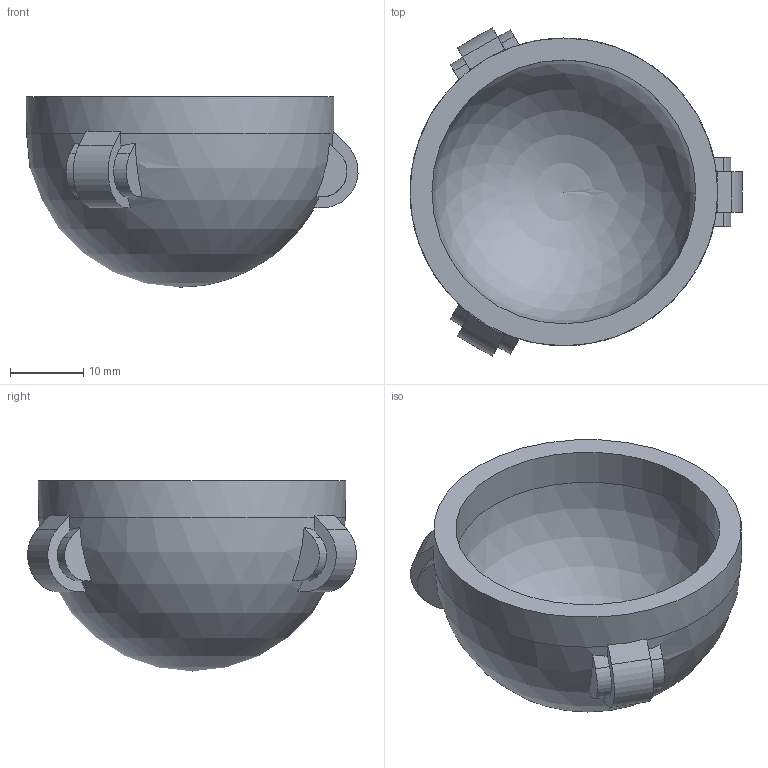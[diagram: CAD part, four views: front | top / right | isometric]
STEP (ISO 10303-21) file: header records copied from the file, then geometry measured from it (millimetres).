
FILE_DESCRIPTION(('FreeCAD Model'),'2;1');
FILE_NAME('trackball_socket_body_34mm.step','2021-08-05T20:18:37',('Author'),(''), 'Open CASCADE STEP processor 7.2','FreeCAD','Unknown');
FILE_SCHEMA(('AUTOMOTIVE_DESIGN { 1 0 10303 214 1 1 1 1 }'));
Length unit declared in the file: millimetre
Products named in the file (1): Trackball_Holder
Bounding box: 45.31 x 44.86 x 26 mm (x, y, z)
Volume: 9740.3 mm3; surface area: 6759 mm2
Topology: 1 solids, 1 shells, 56 faces, 162 edges, 107 vertices
Faces by surface type: plane 31, cylinder 23, sphere 2
Full cylindrical faces by diameter (mm): 36 x1, 42 x1
Entity records: 5038 total; most frequent: CARTESIAN_POINT 1914, DIRECTION 575, ORIENTED_EDGE 320, PCURVE 320, DEFINITIONAL_REPRESENTATION 320, LINE 301, VECTOR 301, EDGE_CURVE 160
